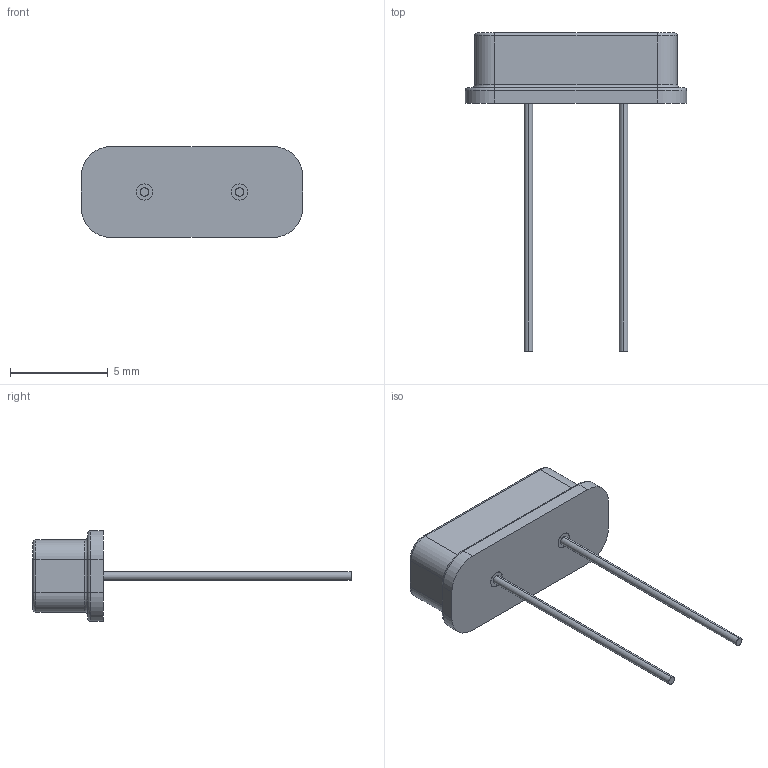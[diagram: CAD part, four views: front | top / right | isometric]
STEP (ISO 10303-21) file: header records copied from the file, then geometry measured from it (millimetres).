
FILE_DESCRIPTION (( 'STEP AP214' ), '1' );
FILE_NAME ('7071748C-BBD3-435E-B7CD-369A7C1D5A35.STEP', '2024-02-22T07:43:30', ( '' ), ( '' ), 'SwSTEP 2.0', 'SolidWorks 2022', '' );
FILE_SCHEMA (( 'AUTOMOTIVE_DESIGN' ));
Length unit declared in the file: millimetre
Products named in the file (1): 7071748C-BBD3-435E-B7CD-369A7C1D5A35
Bounding box: 11.35 x 16.3 x 4.65 mm (x, y, z)
Volume: 149.4 mm3; surface area: 228.8 mm2
Topology: 1 solids, 1 shells, 113 faces, 276 edges, 176 vertices
Faces by surface type: plane 50, cylinder 28, bspline 23, torus 12
Entity records: 5282 total; most frequent: CARTESIAN_POINT 1941, ORIENTED_EDGE 552, DIRECTION 480, EDGE_CURVE 276, VERTEX_POINT 176, VECTOR 162, LINE 162, AXIS2_PLACEMENT_3D 159
